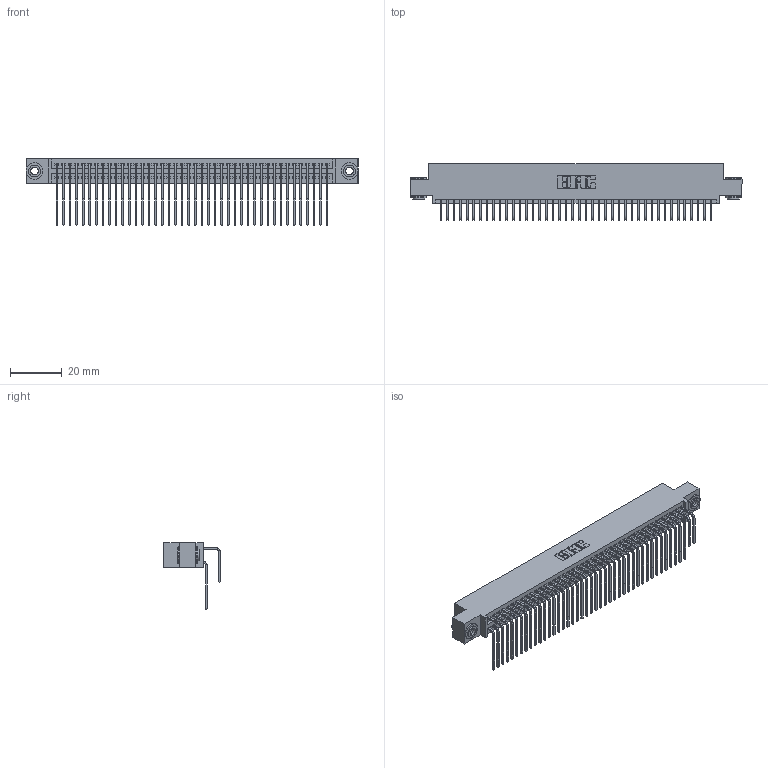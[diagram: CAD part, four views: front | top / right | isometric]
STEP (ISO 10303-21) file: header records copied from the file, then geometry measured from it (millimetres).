
FILE_DESCRIPTION (( 'STEP AP203' ), '1' );
FILE_NAME ('345-084-558-503.STEP', '2019-11-01T05:33:50', ( '' ), ( '' ), 'SwSTEP 2.0', 'SolidWorks 2016', '' );
FILE_SCHEMA (( 'CONFIG_CONTROL_DESIGN' ));
Length unit declared in the file: inch
Products named in the file (5): 345 Part_0.110 Offset - 0.156 Dia-TH; 345-292-001_558 Tail - 2; 345-292-001_558 559 Tail - 1; 345-084-558-503; 345-250-002_345-250-002-102
Assembly tree (87 placements, depth 2):
  345-084-558-503
    345 Part_0.110 Offset - 0.156 Dia-TH
    345-292-001_558 559 Tail - 1  x42
    345-292-001_558 Tail - 2  x42
    345-250-002_345-250-002-102  x2
Bounding box: 127.89 x 21.83 x 25.53 mm (x, y, z)
Volume: 12853.9 mm3; surface area: 21576.5 mm2
Topology: 87 solids, 87 shells, 4536 faces, 13449 edges, 8850 vertices
Faces by surface type: plane 3034, cylinder 1494, cone 8
Entity records: 35388 total; most frequent: CARTESIAN_POINT 5954, ORIENTED_EDGE 5830, DIRECTION 5253, EDGE_CURVE 2915, LINE 2551, VECTOR 2551, VERTEX_POINT 1938, AXIS2_PLACEMENT_3D 1351
